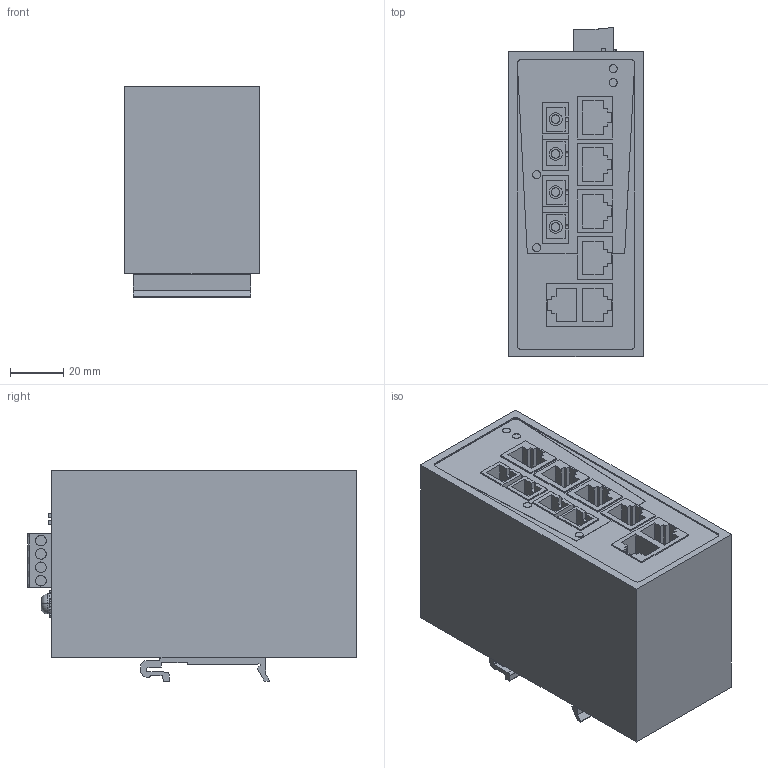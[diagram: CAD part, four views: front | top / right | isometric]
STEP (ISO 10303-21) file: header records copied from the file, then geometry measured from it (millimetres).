
FILE_DESCRIPTION(('CATIA V5 STEP Exchange','CAx-IF Rec.Pracs.--- Model Styling and Organization---1.4--- 2014-01-23'),'2;1');
FILE_NAME ('D1393876_2', '2019-10-16T12:30:19+00:00', ('none'), ('Weidmueller'), 'CATIA Version 5-6 Release 2016 SP3 HF44', 'CATIA V5 STEP AP214', 'none');
FILE_SCHEMA(('AUTOMOTIVE_DESIGN { 1 0 10303 214 1 1 1 1 }'));
Length unit declared in the file: millimetre
Products named in the file (1): 1240910000
Bounding box: 50.3 x 123.05 x 78.8 mm (x, y, z)
Volume: 398352.6 mm3; surface area: 68241 mm2
Topology: 27 solids, 27 shells, 586 faces, 1494 edges, 1000 vertices
Faces by surface type: plane 445, cylinder 134, extrusion 5, torus 2
Entity records: 17694 total; most frequent: CARTESIAN_POINT 3335, ORIENTED_EDGE 2988, DIRECTION 2376, EDGE_CURVE 1494, VECTOR 1183, LINE 1178, VERTEX_POINT 1000, AXIS2_PLACEMENT_3D 732
